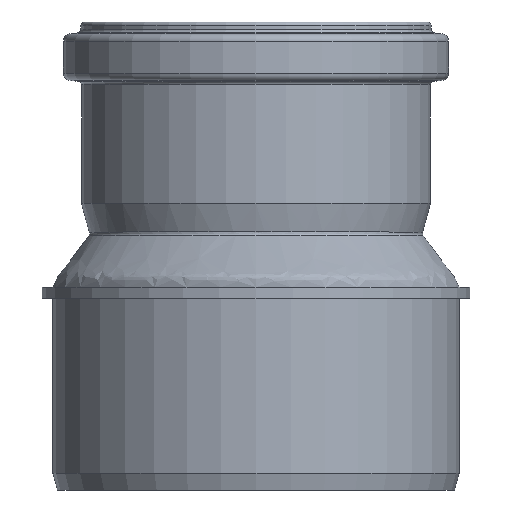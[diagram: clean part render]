
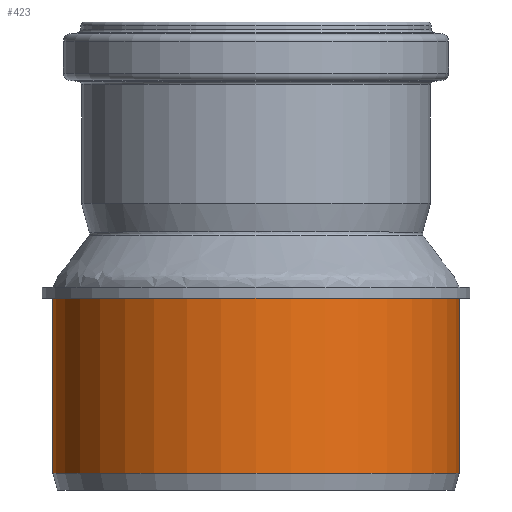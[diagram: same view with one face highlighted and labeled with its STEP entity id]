
A CAD part, front view. The second image highlights one B-rep face of the part: STEP entity #423.
In plain terms, the highlighted cylindrical face has radius 55.1 mm (diameter 110.2 mm), a full revolution.
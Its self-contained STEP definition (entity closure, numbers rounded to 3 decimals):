
#44=CYLINDRICAL_SURFACE('',#476,55.1);
#61=FACE_BOUND('',#147,.T.);
#99=FACE_OUTER_BOUND('',#146,.T.);
#146=EDGE_LOOP('',(#354));
#147=EDGE_LOOP('',(#355));
#201=CIRCLE('',#457,55.1);
#202=CIRCLE('',#459,55.1);
#240=VERTEX_POINT('',#685);
#241=VERTEX_POINT('',#688);
#280=EDGE_CURVE('',#240,#240,#201,.T.);
#281=EDGE_CURVE('',#241,#241,#202,.T.);
#354=ORIENTED_EDGE('',*,*,#280,.T.);
#355=ORIENTED_EDGE('',*,*,#281,.T.);
#423=ADVANCED_FACE('',(#99,#61),#44,.T.);
#457=AXIS2_PLACEMENT_3D('',#686,#539,#540);
#459=AXIS2_PLACEMENT_3D('',#689,#543,#544);
#476=AXIS2_PLACEMENT_3D('',#1336,#577,#578);
#539=DIRECTION('center_axis',(0.,0.,-1.));
#540=DIRECTION('ref_axis',(-1.,0.,0.));
#543=DIRECTION('center_axis',(0.,0.,1.));
#544=DIRECTION('ref_axis',(-1.,0.,0.));
#577=DIRECTION('center_axis',(0.,0.,1.));
#578=DIRECTION('ref_axis',(-1.,0.,0.));
#685=CARTESIAN_POINT('',(-55.1,0.,52.));
#686=CARTESIAN_POINT('Origin',(0.,0.,52.));
#688=CARTESIAN_POINT('',(0.,55.1,4.5));
#689=CARTESIAN_POINT('Origin',(0.,0.,4.5));
#1336=CARTESIAN_POINT('Origin',(0.,0.,0.));
